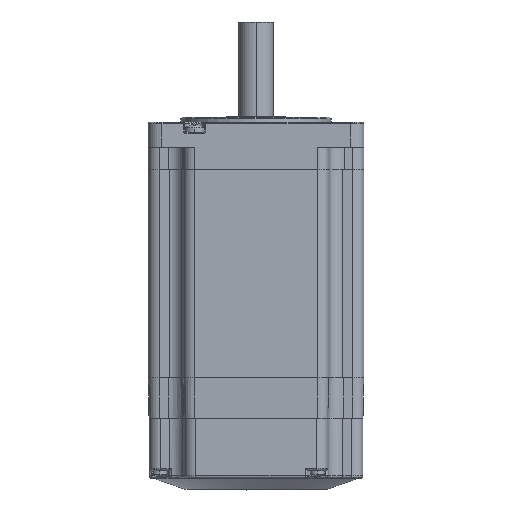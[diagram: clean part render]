
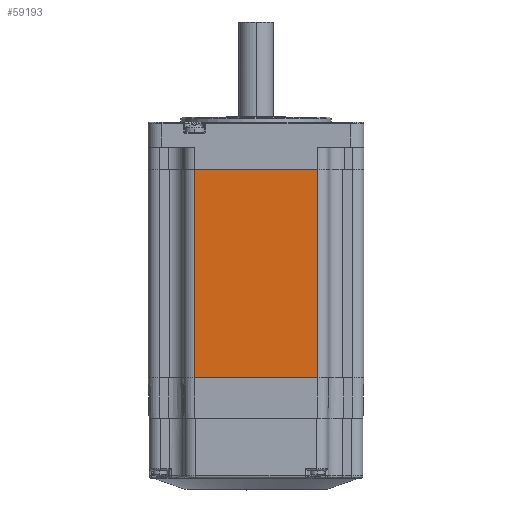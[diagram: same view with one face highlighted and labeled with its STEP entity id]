
A CAD part, front view. The second image highlights one B-rep face of the part: STEP entity #59193.
In plain terms, the highlighted planar face has unit normal (0, -1, 0).
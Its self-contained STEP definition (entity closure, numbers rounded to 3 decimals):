
#1450 = VECTOR ( 'NONE', #14377, 1000. ) ;
#5113 = CARTESIAN_POINT ( 'NONE',  ( -24.5, -43., -83. ) ) ;
#5598 = EDGE_CURVE ( 'NONE', #44930, #45194, #47199, .T. ) ;
#6068 = DIRECTION ( 'NONE',  ( 1., 0., 0. ) ) ;
#6576 = FACE_OUTER_BOUND ( 'NONE', #61074, .T. ) ;
#6649 = AXIS2_PLACEMENT_3D ( 'NONE', #5113, #38739, #9953 ) ;
#9953 = DIRECTION ( 'NONE',  ( 0., 0., -1. ) ) ;
#12844 = VERTEX_POINT ( 'NONE', #22127 ) ;
#13789 = ORIENTED_EDGE ( 'NONE', *, *, #55420, .F. ) ;
#14377 = DIRECTION ( 'NONE',  ( 0., 0., -1. ) ) ;
#18109 = ORIENTED_EDGE ( 'NONE', *, *, #25365, .T. ) ;
#19224 = CARTESIAN_POINT ( 'NONE',  ( -24.5, -43., -83. ) ) ;
#21672 = VECTOR ( 'NONE', #54609, 1000. ) ;
#22127 = CARTESIAN_POINT ( 'NONE',  ( -24.5, -43., -83. ) ) ;
#25365 = EDGE_CURVE ( 'NONE', #44930, #12844, #26992, .T. ) ;
#25489 = CARTESIAN_POINT ( 'NONE',  ( 24.5, -43., 0. ) ) ;
#25514 = CARTESIAN_POINT ( 'NONE',  ( 24.5, -43., -83. ) ) ;
#26935 = VERTEX_POINT ( 'NONE', #25514 ) ;
#26992 = LINE ( 'NONE', #19224, #1450 ) ;
#28863 = CARTESIAN_POINT ( 'NONE',  ( 24.5, -43., -83. ) ) ;
#30068 = CARTESIAN_POINT ( 'NONE',  ( -43., -43., -83. ) ) ;
#30572 = ORIENTED_EDGE ( 'NONE', *, *, #5598, .F. ) ;
#32984 = VECTOR ( 'NONE', #6068, 1000. ) ;
#33020 = CARTESIAN_POINT ( 'NONE',  ( -24.5, -43., 0. ) ) ;
#33887 = PLANE ( 'NONE',  #6649 ) ;
#34544 = LINE ( 'NONE', #30068, #32984 ) ;
#38728 = DIRECTION ( 'NONE',  ( 0., 0., -1. ) ) ;
#38739 = DIRECTION ( 'NONE',  ( 0., -1., 0. ) ) ;
#39270 = LINE ( 'NONE', #28863, #50579 ) ;
#44930 = VERTEX_POINT ( 'NONE', #33020 ) ;
#45194 = VERTEX_POINT ( 'NONE', #25489 ) ;
#47199 = LINE ( 'NONE', #49826, #21672 ) ;
#49826 = CARTESIAN_POINT ( 'NONE',  ( -43., -43., 0. ) ) ;
#50579 = VECTOR ( 'NONE', #38728, 1000. ) ;
#54609 = DIRECTION ( 'NONE',  ( 1., 0., 0. ) ) ;
#55420 = EDGE_CURVE ( 'NONE', #45194, #26935, #39270, .T. ) ;
#56862 = EDGE_CURVE ( 'NONE', #12844, #26935, #34544, .T. ) ;
#59193 = ADVANCED_FACE ( 'NONE', ( #6576 ), #33887, .T. ) ;
#59517 = ORIENTED_EDGE ( 'NONE', *, *, #56862, .T. ) ;
#61074 = EDGE_LOOP ( 'NONE', ( #30572, #18109, #59517, #13789 ) ) ;
